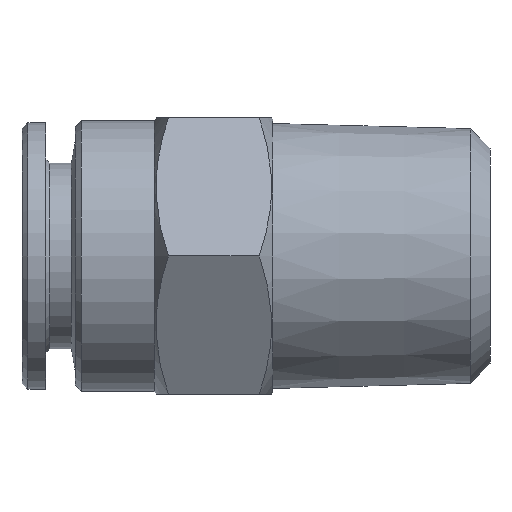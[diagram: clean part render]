
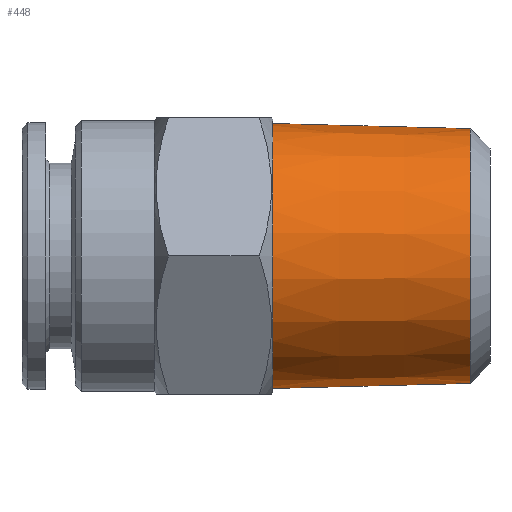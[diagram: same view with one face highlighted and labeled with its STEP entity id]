
A CAD part, left-side view. The second image highlights one B-rep face of the part: STEP entity #448.
In plain terms, the highlighted conical face has half-angle 1.47 degrees and reference radius 6.707 mm.
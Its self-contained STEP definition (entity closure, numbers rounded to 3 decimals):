
#37 = EDGE_CURVE ( 'NONE', #69, #40, #643, .T. ) ;
#40 = VERTEX_POINT ( 'NONE', #648 ) ;
#68 = VERTEX_POINT ( 'NONE', #592 ) ;
#69 = VERTEX_POINT ( 'NONE', #613 ) ;
#175 = VERTEX_POINT ( 'NONE', #786 ) ;
#222 = EDGE_CURVE ( 'NONE', #68, #175, #864, .T. ) ;
#347 = ORIENTED_EDGE ( 'NONE', *, *, #37, .T. ) ;
#382 = EDGE_CURVE ( 'NONE', #40, #175, #1303, .T. ) ;
#404 = ORIENTED_EDGE ( 'NONE', *, *, #382, .T. ) ;
#413 = VECTOR ( 'NONE', #669, 1000. ) ;
#444 = EDGE_CURVE ( 'NONE', #69, #68, #1183, .T. ) ;
#448 = ADVANCED_FACE ( 'NONE', ( #1174 ), #1173, .T. ) ;
#449 = EDGE_LOOP ( 'NONE', ( #465, #461, #347, #404 ) ) ;
#461 = ORIENTED_EDGE ( 'NONE', *, *, #444, .F. ) ;
#465 = ORIENTED_EDGE ( 'NONE', *, *, #222, .F. ) ;
#592 = CARTESIAN_POINT ( 'NONE',  ( 0., 1., -6.45 ) ) ;
#613 = CARTESIAN_POINT ( 'NONE',  ( 0., 1., 6.45 ) ) ;
#640 = DIRECTION ( 'NONE',  ( 0., 1., 0.026 ) ) ;
#641 = VECTOR ( 'NONE', #640, 1000. ) ;
#642 = CARTESIAN_POINT ( 'NONE',  ( 0., 11., 6.707 ) ) ;
#643 = LINE ( 'NONE', #642, #641 ) ;
#648 = CARTESIAN_POINT ( 'NONE',  ( 0., 11., 6.707 ) ) ;
#669 = DIRECTION ( 'NONE',  ( 0., 1., -0.026 ) ) ;
#786 = CARTESIAN_POINT ( 'NONE',  ( 0., 11., -6.707 ) ) ;
#863 = CARTESIAN_POINT ( 'NONE',  ( 0., 11., -6.707 ) ) ;
#864 = LINE ( 'NONE', #863, #413 ) ;
#1169 = DIRECTION ( 'NONE',  ( 0., 0., 1. ) ) ;
#1170 = DIRECTION ( 'NONE',  ( 0., 1., 0. ) ) ;
#1171 = CARTESIAN_POINT ( 'NONE',  ( 0., 11., 0. ) ) ;
#1172 = AXIS2_PLACEMENT_3D ( 'NONE', #1171, #1170, #1169 ) ;
#1173 = CONICAL_SURFACE ( 'NONE', #1172, 6.707, 0.026 ) ;
#1174 = FACE_OUTER_BOUND ( 'NONE', #449, .T. ) ;
#1179 = DIRECTION ( 'NONE',  ( 0., 0., -1. ) ) ;
#1180 = DIRECTION ( 'NONE',  ( 0., -1., 0. ) ) ;
#1181 = CARTESIAN_POINT ( 'NONE',  ( 0., 1., 0. ) ) ;
#1182 = AXIS2_PLACEMENT_3D ( 'NONE', #1181, #1180, #1179 ) ;
#1183 = CIRCLE ( 'NONE', #1182, 6.45 ) ;
#1299 = DIRECTION ( 'NONE',  ( 0., 0., -1. ) ) ;
#1300 = DIRECTION ( 'NONE',  ( 0., -1., 0. ) ) ;
#1301 = CARTESIAN_POINT ( 'NONE',  ( 0., 11., 0. ) ) ;
#1302 = AXIS2_PLACEMENT_3D ( 'NONE', #1301, #1300, #1299 ) ;
#1303 = CIRCLE ( 'NONE', #1302, 6.707 ) ;
